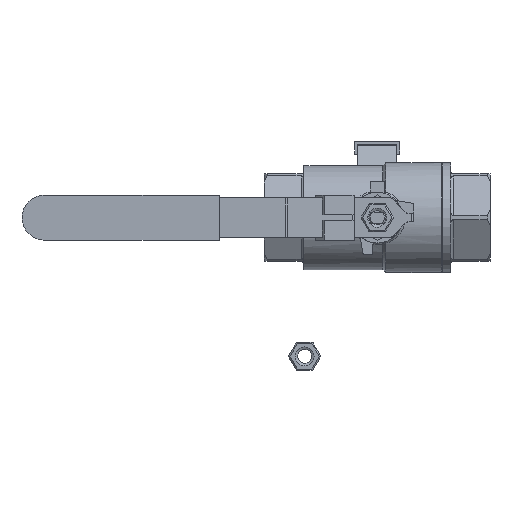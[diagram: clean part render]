
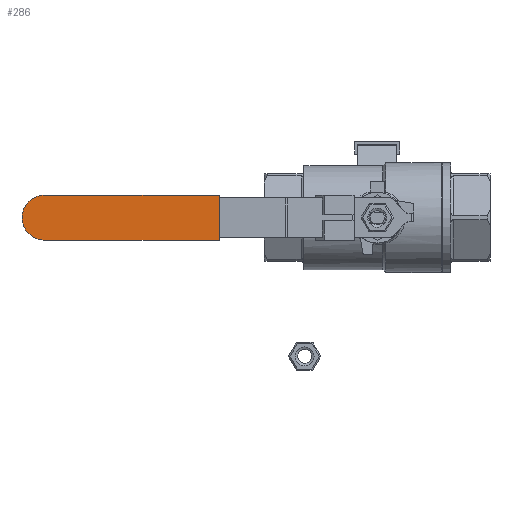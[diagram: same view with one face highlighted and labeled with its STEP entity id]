
A CAD part, left-side view. The second image highlights one B-rep face of the part: STEP entity #286.
In plain terms, the highlighted face is planar.
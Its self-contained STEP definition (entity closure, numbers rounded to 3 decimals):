
#286 = ADVANCED_FACE( '', ( #784 ), #785, .F. );
#784 = FACE_OUTER_BOUND( '', #1531, .T. );
#785 = PLANE( '', #1532 );
#1531 = EDGE_LOOP( '', ( #2719, #2720, #2721, #2722 ) );
#1532 = AXIS2_PLACEMENT_3D( '', #2723, #2724, #2725 );
#2719 = ORIENTED_EDGE( '', *, *, #4779, .T. );
#2720 = ORIENTED_EDGE( '', *, *, #4780, .T. );
#2721 = ORIENTED_EDGE( '', *, *, #4781, .T. );
#2722 = ORIENTED_EDGE( '', *, *, #4782, .F. );
#2723 = CARTESIAN_POINT( '', ( -8., 70., 2.25 ) );
#2724 = DIRECTION( '', ( 0., 0., -1. ) );
#2725 = DIRECTION( '', ( -1., 0., 0. ) );
#4779 = EDGE_CURVE( '', #5602, #5603, #5604, .F. );
#4780 = EDGE_CURVE( '', #5603, #5605, #5606, .T. );
#4781 = EDGE_CURVE( '', #5605, #5607, #5608, .T. );
#4782 = EDGE_CURVE( '', #5602, #5607, #5609, .T. );
#5602 = VERTEX_POINT( '', #6822 );
#5603 = VERTEX_POINT( '', #6823 );
#5604 = CIRCLE( '', #6824, 8. );
#5605 = VERTEX_POINT( '', #6825 );
#5606 = LINE( '', #6826, #6827 );
#5607 = VERTEX_POINT( '', #6828 );
#5608 = LINE( '', #6829, #6830 );
#5609 = LINE( '', #6831, #6832 );
#6822 = CARTESIAN_POINT( '', ( 8., 62., 2.25 ) );
#6823 = CARTESIAN_POINT( '', ( -8., 62., 2.25 ) );
#6824 = AXIS2_PLACEMENT_3D( '', #9664, #9665, #9666 );
#6825 = CARTESIAN_POINT( '', ( -8., 0., 2.25 ) );
#6826 = CARTESIAN_POINT( '', ( -8., 70., 2.25 ) );
#6827 = VECTOR( '', #9667, 1000. );
#6828 = CARTESIAN_POINT( '', ( 8., 0., 2.25 ) );
#6829 = CARTESIAN_POINT( '', ( -8., 0., 2.25 ) );
#6830 = VECTOR( '', #9668, 1000. );
#6831 = CARTESIAN_POINT( '', ( 8., 70., 2.25 ) );
#6832 = VECTOR( '', #9669, 1000. );
#9664 = CARTESIAN_POINT( '', ( 0., 62., 2.25 ) );
#9665 = DIRECTION( '', ( 0., 0., -1. ) );
#9666 = DIRECTION( '', ( -1., 0., 0. ) );
#9667 = DIRECTION( '', ( 0., -1., 0. ) );
#9668 = DIRECTION( '', ( 1., 0., 0. ) );
#9669 = DIRECTION( '', ( 0., -1., 0. ) );
